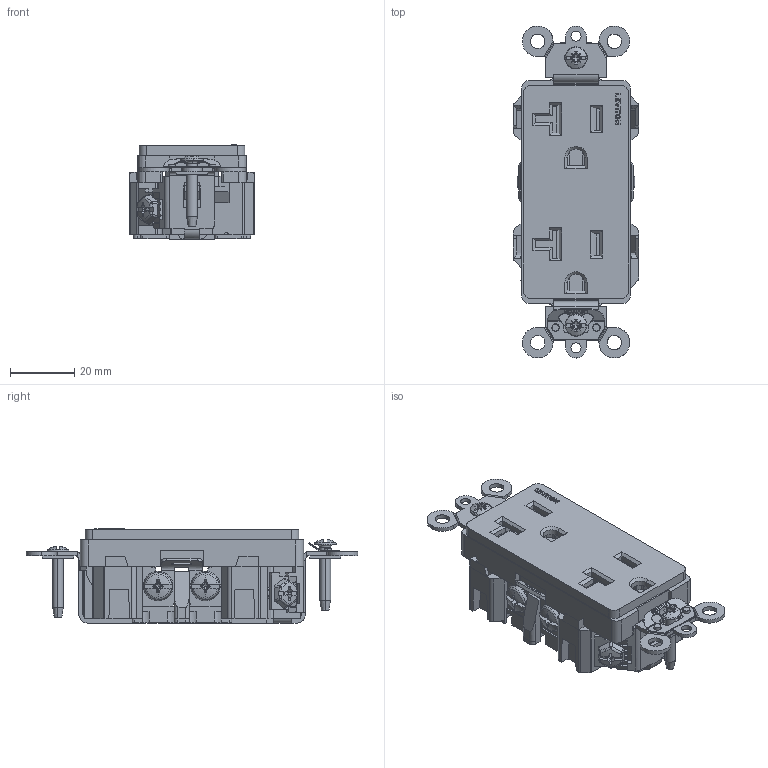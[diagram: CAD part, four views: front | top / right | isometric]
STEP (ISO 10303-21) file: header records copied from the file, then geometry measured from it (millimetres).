
FILE_DESCRIPTION (( 'STEP AP214' ), '1' );
FILE_NAME ('CATSTD-16362-HGX-M01.STEP', '2020-09-30T19:23:15', ( '' ), ( '' ), 'SwSTEP 2.0', 'SolidWorks 2020', '' );
FILE_SCHEMA (( 'AUTOMOTIVE_DESIGN' ));
Length unit declared in the file: inch
Products named in the file (1): CATSTD-16362-HGX-M01
Bounding box: 38.89 x 103.17 x 29.26 mm (x, y, z)
Volume: 21775.1 mm3; surface area: 29296.4 mm2
Topology: 15 solids, 15 shells, 1902 faces, 5340 edges, 3474 vertices
Faces by surface type: plane 1325, cylinder 322, cone 163, torus 53, sphere 24, bspline 15
Entity records: 89897 total; most frequent: CARTESIAN_POINT 16849, ORIENTED_EDGE 10652, DIRECTION 9337, EDGE_CURVE 5326, VECTOR 3617, LINE 3617, VERTEX_POINT 3474, AXIS2_PLACEMENT_3D 2860
